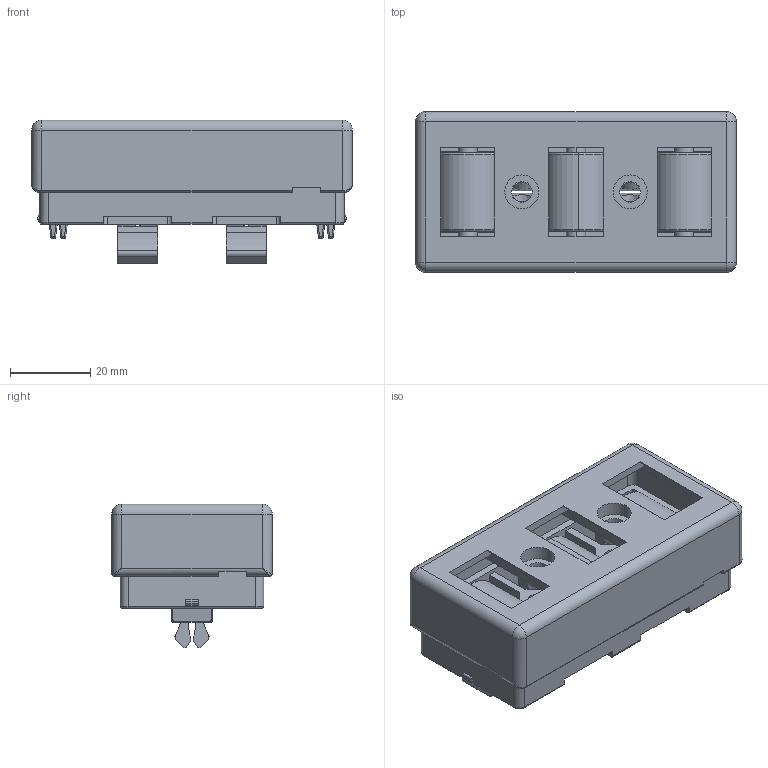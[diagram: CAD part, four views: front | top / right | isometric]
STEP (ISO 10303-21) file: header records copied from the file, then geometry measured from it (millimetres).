
FILE_DESCRIPTION (( 'STEP AP214' ), '1' );
FILE_NAME ('09309302.STEP', '2014-08-19T10:22:17', ( '' ), ( '' ), 'SwSTEP 2.0', 'SolidWorks 2014', '' );
FILE_SCHEMA (( 'AUTOMOTIVE_DESIGN' ));
Length unit declared in the file: millimetre
Products named in the file (4): 093093R02_093 093 r02; 09309302; 093093R01_Standard; 093093_09309302R01 ohne Anschlag mit Schrauben
Assembly tree (5 placements, depth 2):
  09309302
    093093R02_093 093 r02
    093093_09309302R01 ohne Anschlag mit Schrauben
    093093R01_Standard  x3
Bounding box: 80 x 40 x 35.9 mm (x, y, z)
Volume: 35935.3 mm3; surface area: 35737.4 mm2
Topology: 5 solids, 5 shells, 915 faces, 2541 edges, 1608 vertices
Faces by surface type: plane 430, cylinder 331, torus 100, bspline 34, sphere 16, cone 4
Entity records: 23519 total; most frequent: CARTESIAN_POINT 5604, ORIENTED_EDGE 3846, DIRECTION 3653, EDGE_CURVE 1923, LINE 1239, VECTOR 1239, VERTEX_POINT 1220, AXIS2_PLACEMENT_3D 1207
